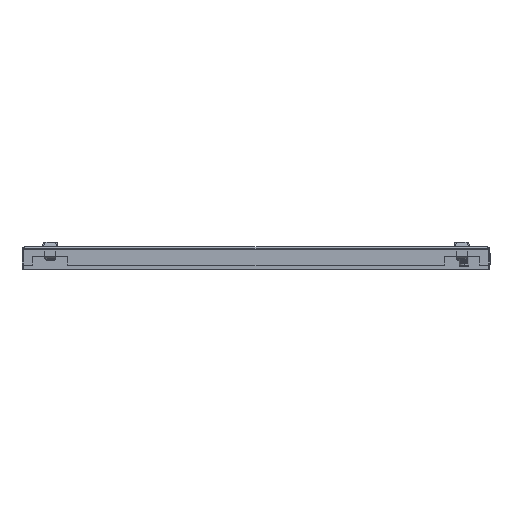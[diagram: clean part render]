
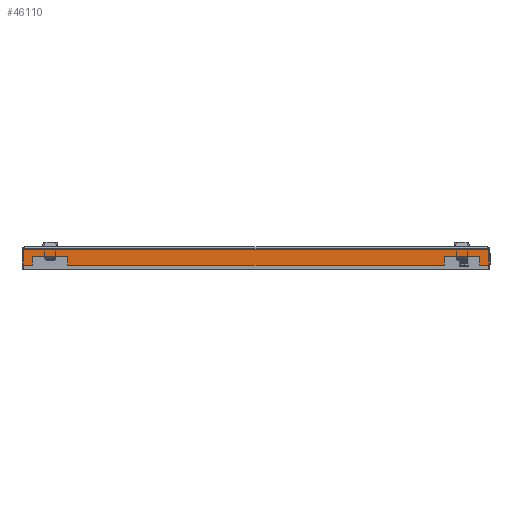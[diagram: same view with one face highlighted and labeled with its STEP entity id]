
A CAD part, left-side view. The second image highlights one B-rep face of the part: STEP entity #46110.
In plain terms, the highlighted planar face has unit normal (-1, 0, 0).
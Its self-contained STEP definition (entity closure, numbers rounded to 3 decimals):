
#32 = DIRECTION ( 'NONE',  ( 0., 0., -1. ) ) ;
#34 = CARTESIAN_POINT ( 'NONE',  ( -432.5, -197.999, 395.475 ) ) ;
#35 = DIRECTION ( 'NONE',  ( 0., -1., 0. ) ) ;
#36 = CARTESIAN_POINT ( 'NONE',  ( -432.5, -198., -14. ) ) ;
#37 = DIRECTION ( 'NONE',  ( 0., 0., -1. ) ) ;
#38 = CARTESIAN_POINT ( 'NONE',  ( -432.5, -190., -14. ) ) ;
#39 = DIRECTION ( 'NONE',  ( 0., -1., 0. ) ) ;
#40 = CARTESIAN_POINT ( 'NONE',  ( -432.5, -190., -6.5 ) ) ;
#41 = DIRECTION ( 'NONE',  ( 0., 0., 1. ) ) ;
#42 = CARTESIAN_POINT ( 'NONE',  ( -432.5, -160., -14. ) ) ;
#43 = DIRECTION ( 'NONE',  ( 0., -1., 0. ) ) ;
#44 = CARTESIAN_POINT ( 'NONE',  ( -432.5, -198., -14. ) ) ;
#45 = DIRECTION ( 'NONE',  ( 0., 0., -1. ) ) ;
#46 = CARTESIAN_POINT ( 'NONE',  ( -432.5, 160., -14. ) ) ;
#47 = DIRECTION ( 'NONE',  ( 0., -1., 0. ) ) ;
#48 = CARTESIAN_POINT ( 'NONE',  ( -432.5, 190., -6.5 ) ) ;
#49 = DIRECTION ( 'NONE',  ( 0., 0., 1. ) ) ;
#50 = CARTESIAN_POINT ( 'NONE',  ( -432.5, 190., -14. ) ) ;
#51 = DIRECTION ( 'NONE',  ( 0., -1., 0. ) ) ;
#53 = DIRECTION ( 'NONE',  ( 0., 0., -1. ) ) ;
#54 = DIRECTION ( 'NONE',  ( 0., -1., 0. ) ) ;
#58 = CARTESIAN_POINT ( 'NONE',  ( -432.5, 396.005, -0.75 ) ) ;
#63 = CARTESIAN_POINT ( 'NONE',  ( -432.5, 197.999, 395.472 ) ) ;
#65 = CARTESIAN_POINT ( 'NONE',  ( -432.5, -198., -14. ) ) ;
#184 = CARTESIAN_POINT ( 'NONE',  ( -432.5, -198., -14. ) ) ;
#185 = CARTESIAN_POINT ( 'NONE',  ( -432.5, -190., -14. ) ) ;
#186 = CARTESIAN_POINT ( 'NONE',  ( -432.5, -190., -6.5 ) ) ;
#187 = CARTESIAN_POINT ( 'NONE',  ( -432.5, -160., -6.5 ) ) ;
#188 = CARTESIAN_POINT ( 'NONE',  ( -432.5, -160., -14. ) ) ;
#189 = CARTESIAN_POINT ( 'NONE',  ( -432.5, 160., -14. ) ) ;
#190 = CARTESIAN_POINT ( 'NONE',  ( -432.5, 160., -6.5 ) ) ;
#191 = CARTESIAN_POINT ( 'NONE',  ( -432.5, 190., -6.5 ) ) ;
#192 = CARTESIAN_POINT ( 'NONE',  ( -432.5, 190., -14. ) ) ;
#195 = CARTESIAN_POINT ( 'NONE',  ( -432.5, 198., -14. ) ) ;
#206 = CARTESIAN_POINT ( 'NONE',  ( -432.5, -198., -0.75 ) ) ;
#207 = CARTESIAN_POINT ( 'NONE',  ( -432.5, 198., -0.75 ) ) ;
#289 = VERTEX_POINT ( 'NONE', #207 ) ;
#290 = VERTEX_POINT ( 'NONE', #206 ) ;
#301 = VERTEX_POINT ( 'NONE', #195 ) ;
#304 = VERTEX_POINT ( 'NONE', #192 ) ;
#305 = VERTEX_POINT ( 'NONE', #191 ) ;
#306 = VERTEX_POINT ( 'NONE', #190 ) ;
#307 = VERTEX_POINT ( 'NONE', #189 ) ;
#308 = VERTEX_POINT ( 'NONE', #188 ) ;
#309 = VERTEX_POINT ( 'NONE', #187 ) ;
#310 = VERTEX_POINT ( 'NONE', #186 ) ;
#311 = VERTEX_POINT ( 'NONE', #185 ) ;
#312 = VERTEX_POINT ( 'NONE', #184 ) ;
#775 = ORIENTED_EDGE ( 'NONE', *, *, #26520, .F. ) ;
#776 = ORIENTED_EDGE ( 'NONE', *, *, #26521, .T. ) ;
#777 = ORIENTED_EDGE ( 'NONE', *, *, #26522, .T. ) ;
#778 = ORIENTED_EDGE ( 'NONE', *, *, #26523, .T. ) ;
#779 = ORIENTED_EDGE ( 'NONE', *, *, #26524, .T. ) ;
#780 = ORIENTED_EDGE ( 'NONE', *, *, #26525, .T. ) ;
#781 = ORIENTED_EDGE ( 'NONE', *, *, #26526, .T. ) ;
#782 = ORIENTED_EDGE ( 'NONE', *, *, #26527, .T. ) ;
#783 = ORIENTED_EDGE ( 'NONE', *, *, #26528, .T. ) ;
#784 = ORIENTED_EDGE ( 'NONE', *, *, #26529, .T. ) ;
#785 = ORIENTED_EDGE ( 'NONE', *, *, #26530, .T. ) ;
#786 = ORIENTED_EDGE ( 'NONE', *, *, #26531, .F. ) ;
#1208 = LINE ( 'NONE', #48, #1219 ) ;
#1209 = VECTOR ( 'NONE', #51, 1000. ) ;
#1210 = LINE ( 'NONE', #50, #1217 ) ;
#1211 = VECTOR ( 'NONE', #53, 1000. ) ;
#1213 = LINE ( 'NONE', #63, #1211 ) ;
#1214 = VECTOR ( 'NONE', #54, 1000. ) ;
#1215 = LINE ( 'NONE', #65, #1209 ) ;
#1216 = LINE ( 'NONE', #58, #1214 ) ;
#1217 = VECTOR ( 'NONE', #49, 1000. ) ;
#1218 = LINE ( 'NONE', #46, #1221 ) ;
#1219 = VECTOR ( 'NONE', #47, 1000. ) ;
#1220 = LINE ( 'NONE', #44, #1223 ) ;
#1221 = VECTOR ( 'NONE', #45, 1000. ) ;
#1222 = LINE ( 'NONE', #42, #1225 ) ;
#1223 = VECTOR ( 'NONE', #43, 1000. ) ;
#1224 = LINE ( 'NONE', #40, #1227 ) ;
#1225 = VECTOR ( 'NONE', #41, 1000. ) ;
#1226 = LINE ( 'NONE', #38, #1229 ) ;
#1227 = VECTOR ( 'NONE', #39, 1000. ) ;
#1228 = LINE ( 'NONE', #36, #1231 ) ;
#1229 = VECTOR ( 'NONE', #37, 1000. ) ;
#1230 = LINE ( 'NONE', #34, #1233 ) ;
#1231 = VECTOR ( 'NONE', #35, 1000. ) ;
#1233 = VECTOR ( 'NONE', #32, 1000. ) ;
#9584 = AXIS2_PLACEMENT_3D ( 'NONE', #36633, #36638, #36639 ) ;
#26520 = EDGE_CURVE ( 'NONE', #289, #290, #1216, .T. ) ;
#26521 = EDGE_CURVE ( 'NONE', #289, #301, #1213, .T. ) ;
#26522 = EDGE_CURVE ( 'NONE', #301, #304, #1215, .T. ) ;
#26523 = EDGE_CURVE ( 'NONE', #304, #305, #1210, .T. ) ;
#26524 = EDGE_CURVE ( 'NONE', #305, #306, #1208, .T. ) ;
#26525 = EDGE_CURVE ( 'NONE', #306, #307, #1218, .T. ) ;
#26526 = EDGE_CURVE ( 'NONE', #307, #308, #1220, .T. ) ;
#26527 = EDGE_CURVE ( 'NONE', #308, #309, #1222, .T. ) ;
#26528 = EDGE_CURVE ( 'NONE', #309, #310, #1224, .T. ) ;
#26529 = EDGE_CURVE ( 'NONE', #310, #311, #1226, .T. ) ;
#26530 = EDGE_CURVE ( 'NONE', #311, #312, #1228, .T. ) ;
#26531 = EDGE_CURVE ( 'NONE', #290, #312, #1230, .T. ) ;
#36632 = PLANE ( 'NONE',  #9584 ) ;
#36633 = CARTESIAN_POINT ( 'NONE',  ( -432.5, -198., 0. ) ) ;
#36638 = DIRECTION ( 'NONE',  ( 1., 0., 0. ) ) ;
#36639 = DIRECTION ( 'NONE',  ( 0., 0., -1. ) ) ;
#37719 = FACE_OUTER_BOUND ( 'NONE', #93330, .T. ) ;
#46110 = ADVANCED_FACE ( 'NONE', ( #37719 ), #36632, .F. ) ;
#93330 = EDGE_LOOP ( 'NONE', ( #775, #776, #777, #778, #779, #780, #781, #782, #783, #784, #785, #786 ) ) ;
